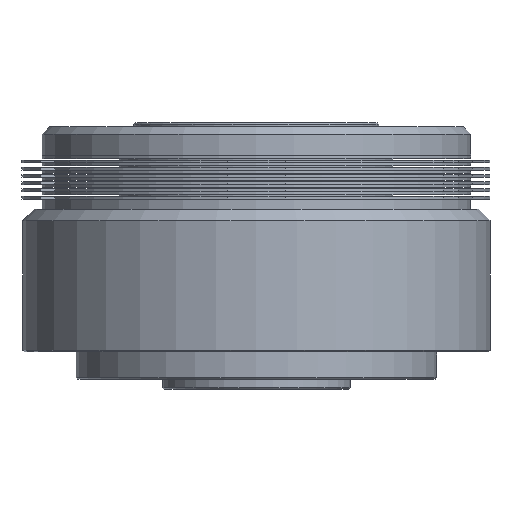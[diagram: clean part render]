
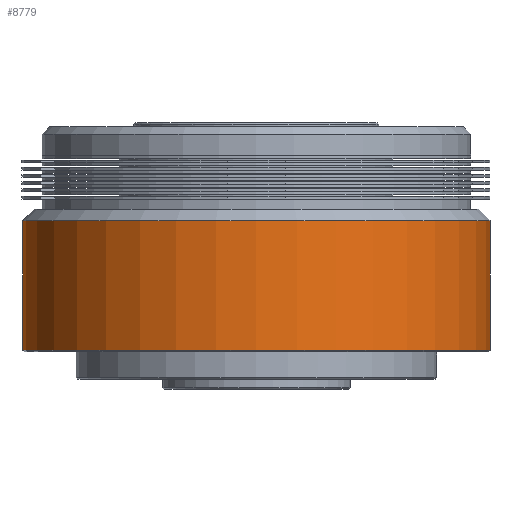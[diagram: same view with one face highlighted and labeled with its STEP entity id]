
A CAD part, front view. The second image highlights one B-rep face of the part: STEP entity #8779.
In plain terms, the highlighted cylindrical face has radius 162 mm (diameter 324 mm), a partial arc.
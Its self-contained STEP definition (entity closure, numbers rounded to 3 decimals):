
#6283 = DIRECTION ( 'NONE',  ( 1., 0., 0. ) ) ;
#6284 = DIRECTION ( 'NONE',  ( 0., 0., -1. ) ) ;
#6285 = CARTESIAN_POINT ( 'NONE',  ( 0., 0., 110. ) ) ;
#6286 = AXIS2_PLACEMENT_3D ( 'NONE', #6285, #6284, #6283 ) ;
#6287 = CIRCLE ( 'NONE', #6286, 162. ) ;
#6290 = DIRECTION ( 'NONE',  ( -1., 0., 0. ) ) ;
#6296 = DIRECTION ( 'NONE',  ( 0., 0., -1. ) ) ;
#6297 = AXIS2_PLACEMENT_3D ( 'NONE', #6405, #6296, #6290 ) ;
#6298 = CYLINDRICAL_SURFACE ( 'NONE', #6297, 162. ) ;
#6300 = DIRECTION ( 'NONE',  ( -1., 0., 0. ) ) ;
#6301 = DIRECTION ( 'NONE',  ( 0., 0., 1. ) ) ;
#6302 = CARTESIAN_POINT ( 'NONE',  ( 0., 0., 20. ) ) ;
#6303 = AXIS2_PLACEMENT_3D ( 'NONE', #6302, #6301, #6300 ) ;
#6304 = CIRCLE ( 'NONE', #6303, 162. ) ;
#6405 = CARTESIAN_POINT ( 'NONE',  ( 0., 0., 118. ) ) ;
#6406 = FACE_OUTER_BOUND ( 'NONE', #8780, .T. ) ;
#7726 = VERTEX_POINT ( 'NONE', #14011 ) ;
#7876 = EDGE_CURVE ( 'NONE', #7954, #7726, #14196, .T. ) ;
#7954 = VERTEX_POINT ( 'NONE', #14387 ) ;
#7983 = EDGE_CURVE ( 'NONE', #7986, #8018, #14577, .T. ) ;
#7986 = VERTEX_POINT ( 'NONE', #14567 ) ;
#8018 = VERTEX_POINT ( 'NONE', #14587 ) ;
#8779 = ADVANCED_FACE ( 'NONE', ( #6406 ), #6298, .T. ) ;
#8780 = EDGE_LOOP ( 'NONE', ( #8802, #8787, #8790, #8793 ) ) ;
#8787 = ORIENTED_EDGE ( 'NONE', *, *, #8789, .T. ) ;
#8789 = EDGE_CURVE ( 'NONE', #7986, #7954, #6287, .T. ) ;
#8790 = ORIENTED_EDGE ( 'NONE', *, *, #7876, .T. ) ;
#8793 = ORIENTED_EDGE ( 'NONE', *, *, #8795, .T. ) ;
#8795 = EDGE_CURVE ( 'NONE', #7726, #8018, #6304, .T. ) ;
#8802 = ORIENTED_EDGE ( 'NONE', *, *, #7983, .F. ) ;
#14011 = CARTESIAN_POINT ( 'NONE',  ( -162., 0., 20. ) ) ;
#14196 = LINE ( 'NONE', #14232, #14231 ) ;
#14230 = DIRECTION ( 'NONE',  ( 0., 0., -1. ) ) ;
#14231 = VECTOR ( 'NONE', #14230, 1000. ) ;
#14232 = CARTESIAN_POINT ( 'NONE',  ( -162., 0., 118. ) ) ;
#14387 = CARTESIAN_POINT ( 'NONE',  ( -162., 0., 110. ) ) ;
#14567 = CARTESIAN_POINT ( 'NONE',  ( 162., 0., 110. ) ) ;
#14574 = DIRECTION ( 'NONE',  ( 0., 0., -1. ) ) ;
#14575 = VECTOR ( 'NONE', #14574, 1000. ) ;
#14576 = CARTESIAN_POINT ( 'NONE',  ( 162., 0., 118. ) ) ;
#14577 = LINE ( 'NONE', #14576, #14575 ) ;
#14587 = CARTESIAN_POINT ( 'NONE',  ( 162., 0., 20. ) ) ;
